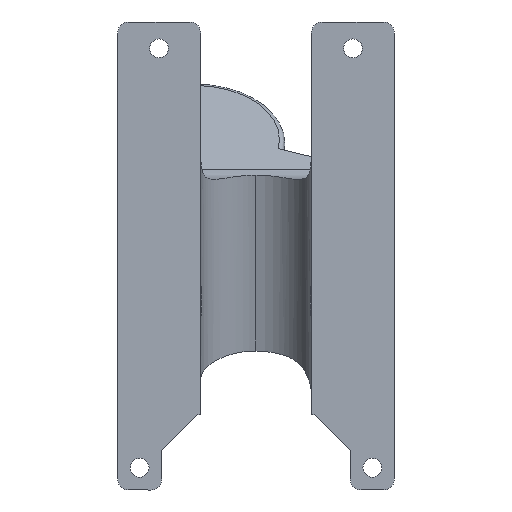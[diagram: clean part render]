
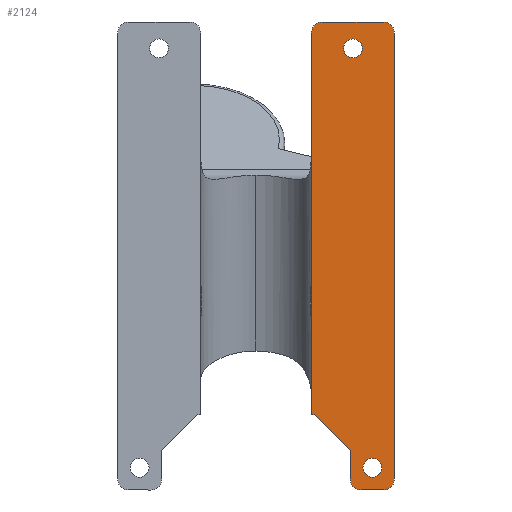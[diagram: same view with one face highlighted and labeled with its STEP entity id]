
A CAD part, front view. The second image highlights one B-rep face of the part: STEP entity #2124.
In plain terms, the highlighted planar face has unit normal (0, -1, 0).
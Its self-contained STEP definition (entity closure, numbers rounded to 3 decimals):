
#23 = VECTOR ( 'NONE', #3283, 1000. ) ;
#48 = CARTESIAN_POINT ( 'NONE',  ( 45., 0., 46.154 ) ) ;
#91 = DIRECTION ( 'NONE',  ( 0., 0., -1. ) ) ;
#110 = VECTOR ( 'NONE', #1272, 1000. ) ;
#117 = EDGE_CURVE ( 'NONE', #651, #1479, #1783, .T. ) ;
#155 = AXIS2_PLACEMENT_3D ( 'NONE', #2607, #2034, #2814 ) ;
#194 = CIRCLE ( 'NONE', #2501, 1.7 ) ;
#243 = ORIENTED_EDGE ( 'NONE', *, *, #1647, .T. ) ;
#252 = CARTESIAN_POINT ( 'NONE',  ( 60., 0., -34.327 ) ) ;
#254 = EDGE_CURVE ( 'NONE', #670, #1653, #194, .T. ) ;
#256 = LINE ( 'NONE', #501, #1424 ) ;
#275 = ORIENTED_EDGE ( 'NONE', *, *, #117, .F. ) ;
#294 = EDGE_CURVE ( 'NONE', #1086, #1359, #1837, .T. ) ;
#295 = DIRECTION ( 'NONE',  ( 0., 1., 0. ) ) ;
#309 = ORIENTED_EDGE ( 'NONE', *, *, #746, .F. ) ;
#330 = AXIS2_PLACEMENT_3D ( 'NONE', #351, #2508, #91 ) ;
#351 = CARTESIAN_POINT ( 'NONE',  ( 56., 0., -32.307 ) ) ;
#393 = CARTESIAN_POINT ( 'NONE',  ( 58., 0., 48.154 ) ) ;
#424 = DIRECTION ( 'NONE',  ( 0., 0., 1. ) ) ;
#430 = DIRECTION ( 'NONE',  ( 0., 0., -1. ) ) ;
#467 = VECTOR ( 'NONE', #430, 1000. ) ;
#501 = CARTESIAN_POINT ( 'NONE',  ( 10., 0., -22.767 ) ) ;
#559 = CARTESIAN_POINT ( 'NONE',  ( 58., 0., -34.327 ) ) ;
#606 = DIRECTION ( 'NONE',  ( 0., 0., -1. ) ) ;
#651 = VERTEX_POINT ( 'NONE', #3424 ) ;
#666 = AXIS2_PLACEMENT_3D ( 'NONE', #1247, #1265, #2621 ) ;
#668 = EDGE_LOOP ( 'NONE', ( #1403, #3323, #1019, #243, #2790, #2021, #1225, #275, #975, #2343, #309 ) ) ;
#670 = VERTEX_POINT ( 'NONE', #1341 ) ;
#672 = PLANE ( 'NONE',  #666 ) ;
#675 = LINE ( 'NONE', #2887, #2906 ) ;
#678 = CARTESIAN_POINT ( 'NONE',  ( 52., 0., -29.267 ) ) ;
#742 = ORIENTED_EDGE ( 'NONE', *, *, #2312, .F. ) ;
#746 = EDGE_CURVE ( 'NONE', #1282, #2163, #3073, .T. ) ;
#754 = DIRECTION ( 'NONE',  ( -1., 0., 0. ) ) ;
#799 = LINE ( 'NONE', #3017, #23 ) ;
#809 = CARTESIAN_POINT ( 'NONE',  ( 52.5, 0., 43.389 ) ) ;
#960 = CARTESIAN_POINT ( 'NONE',  ( 47., 0., 48.154 ) ) ;
#965 = CIRCLE ( 'NONE', #3109, 1.7 ) ;
#975 = ORIENTED_EDGE ( 'NONE', *, *, #1587, .F. ) ;
#1019 = ORIENTED_EDGE ( 'NONE', *, *, #2592, .F. ) ;
#1061 = DIRECTION ( 'NONE',  ( 1., 0., 0. ) ) ;
#1073 = DIRECTION ( 'NONE',  ( 0., 1., 0. ) ) ;
#1086 = VERTEX_POINT ( 'NONE', #3200 ) ;
#1210 = CIRCLE ( 'NONE', #2460, 2. ) ;
#1225 = ORIENTED_EDGE ( 'NONE', *, *, #3174, .F. ) ;
#1247 = CARTESIAN_POINT ( 'NONE',  ( 10., 0., 46.729 ) ) ;
#1265 = DIRECTION ( 'NONE',  ( 0., 1., 0. ) ) ;
#1272 = DIRECTION ( 'NONE',  ( 0., 0., -1. ) ) ;
#1282 = VERTEX_POINT ( 'NONE', #48 ) ;
#1339 = EDGE_LOOP ( 'NONE', ( #2491, #742 ) ) ;
#1341 = CARTESIAN_POINT ( 'NONE',  ( 50.8, 0., 43.389 ) ) ;
#1355 = CARTESIAN_POINT ( 'NONE',  ( -23.997, 0., 46.729 ) ) ;
#1359 = VERTEX_POINT ( 'NONE', #1744 ) ;
#1369 = VECTOR ( 'NONE', #1880, 1000. ) ;
#1376 = CARTESIAN_POINT ( 'NONE',  ( 47., 0., 46.154 ) ) ;
#1403 = ORIENTED_EDGE ( 'NONE', *, *, #1426, .F. ) ;
#1424 = VECTOR ( 'NONE', #1061, 1000. ) ;
#1426 = EDGE_CURVE ( 'NONE', #3000, #1282, #675, .T. ) ;
#1429 = DIRECTION ( 'NONE',  ( 1., 0., 0. ) ) ;
#1432 = CARTESIAN_POINT ( 'NONE',  ( 54., 0., -36.327 ) ) ;
#1479 = VERTEX_POINT ( 'NONE', #252 ) ;
#1544 = CARTESIAN_POINT ( 'NONE',  ( 52., 0., -22.767 ) ) ;
#1587 = EDGE_CURVE ( 'NONE', #3383, #651, #2509, .T. ) ;
#1647 = EDGE_CURVE ( 'NONE', #3379, #3074, #2854, .T. ) ;
#1653 = VERTEX_POINT ( 'NONE', #2908 ) ;
#1722 = DIRECTION ( 'NONE',  ( -1., 0., 0. ) ) ;
#1744 = CARTESIAN_POINT ( 'NONE',  ( 56., 0., -30.607 ) ) ;
#1783 = LINE ( 'NONE', #2856, #467 ) ;
#1788 = CARTESIAN_POINT ( 'NONE',  ( 45., 0., -22.767 ) ) ;
#1791 = EDGE_CURVE ( 'NONE', #3000, #2773, #256, .T. ) ;
#1837 = CIRCLE ( 'NONE', #2899, 1.7 ) ;
#1877 = ORIENTED_EDGE ( 'NONE', *, *, #254, .T. ) ;
#1880 = DIRECTION ( 'NONE',  ( -0.707, 0., 0.707 ) ) ;
#1894 = EDGE_CURVE ( 'NONE', #1653, #670, #965, .T. ) ;
#1902 = CARTESIAN_POINT ( 'NONE',  ( 58., 0., 46.154 ) ) ;
#1910 = CIRCLE ( 'NONE', #155, 2. ) ;
#2013 = FACE_OUTER_BOUND ( 'NONE', #668, .T. ) ;
#2017 = VERTEX_POINT ( 'NONE', #1432 ) ;
#2021 = ORIENTED_EDGE ( 'NONE', *, *, #3153, .T. ) ;
#2034 = DIRECTION ( 'NONE',  ( 0., 1., 0. ) ) ;
#2090 = CARTESIAN_POINT ( 'NONE',  ( 52.5, 0., 43.389 ) ) ;
#2124 = ADVANCED_FACE ( 'NONE', ( #3354, #2013, #3369 ), #672, .F. ) ;
#2134 = CIRCLE ( 'NONE', #330, 1.7 ) ;
#2163 = VERTEX_POINT ( 'NONE', #960 ) ;
#2194 = EDGE_LOOP ( 'NONE', ( #3352, #1877 ) ) ;
#2220 = CARTESIAN_POINT ( 'NONE',  ( 56., 0., -32.307 ) ) ;
#2236 = DIRECTION ( 'NONE',  ( 0., -1., 0. ) ) ;
#2312 = EDGE_CURVE ( 'NONE', #1359, #1086, #2134, .T. ) ;
#2343 = ORIENTED_EDGE ( 'NONE', *, *, #2354, .T. ) ;
#2354 = EDGE_CURVE ( 'NONE', #3383, #2163, #2744, .T. ) ;
#2443 = AXIS2_PLACEMENT_3D ( 'NONE', #1376, #3022, #1429 ) ;
#2460 = AXIS2_PLACEMENT_3D ( 'NONE', #559, #295, #2997 ) ;
#2491 = ORIENTED_EDGE ( 'NONE', *, *, #294, .F. ) ;
#2501 = AXIS2_PLACEMENT_3D ( 'NONE', #2090, #3177, #754 ) ;
#2508 = DIRECTION ( 'NONE',  ( 0., -1., 0. ) ) ;
#2509 = CIRCLE ( 'NONE', #3016, 2. ) ;
#2592 = EDGE_CURVE ( 'NONE', #3379, #2773, #2917, .T. ) ;
#2607 = CARTESIAN_POINT ( 'NONE',  ( 54., 0., -34.327 ) ) ;
#2612 = VERTEX_POINT ( 'NONE', #2691 ) ;
#2621 = DIRECTION ( 'NONE',  ( 1., 0., 0. ) ) ;
#2691 = CARTESIAN_POINT ( 'NONE',  ( 58., 0., -36.327 ) ) ;
#2713 = DIRECTION ( 'NONE',  ( 0., 1., 0. ) ) ;
#2744 = LINE ( 'NONE', #3269, #3212 ) ;
#2773 = VERTEX_POINT ( 'NONE', #2968 ) ;
#2790 = ORIENTED_EDGE ( 'NONE', *, *, #3392, .F. ) ;
#2814 = DIRECTION ( 'NONE',  ( 1., 0., 0. ) ) ;
#2854 = LINE ( 'NONE', #1544, #110 ) ;
#2856 = CARTESIAN_POINT ( 'NONE',  ( 60., 0., 46.729 ) ) ;
#2887 = CARTESIAN_POINT ( 'NONE',  ( 45., 0., 46.729 ) ) ;
#2894 = CARTESIAN_POINT ( 'NONE',  ( 52., 0., -34.327 ) ) ;
#2899 = AXIS2_PLACEMENT_3D ( 'NONE', #2220, #2236, #606 ) ;
#2906 = VECTOR ( 'NONE', #424, 1000. ) ;
#2908 = CARTESIAN_POINT ( 'NONE',  ( 54.2, 0., 43.389 ) ) ;
#2917 = LINE ( 'NONE', #1355, #1369 ) ;
#2968 = CARTESIAN_POINT ( 'NONE',  ( 45.5, 0., -22.767 ) ) ;
#2990 = DIRECTION ( 'NONE',  ( -1., 0., 0. ) ) ;
#2997 = DIRECTION ( 'NONE',  ( 1., 0., 0. ) ) ;
#3000 = VERTEX_POINT ( 'NONE', #1788 ) ;
#3016 = AXIS2_PLACEMENT_3D ( 'NONE', #1902, #1073, #3172 ) ;
#3017 = CARTESIAN_POINT ( 'NONE',  ( 60., 0., -36.327 ) ) ;
#3022 = DIRECTION ( 'NONE',  ( 0., 1., 0. ) ) ;
#3073 = CIRCLE ( 'NONE', #2443, 2. ) ;
#3074 = VERTEX_POINT ( 'NONE', #2894 ) ;
#3109 = AXIS2_PLACEMENT_3D ( 'NONE', #809, #2713, #2990 ) ;
#3153 = EDGE_CURVE ( 'NONE', #2017, #2612, #799, .T. ) ;
#3172 = DIRECTION ( 'NONE',  ( 1., 0., 0. ) ) ;
#3174 = EDGE_CURVE ( 'NONE', #1479, #2612, #1210, .T. ) ;
#3177 = DIRECTION ( 'NONE',  ( 0., 1., 0. ) ) ;
#3200 = CARTESIAN_POINT ( 'NONE',  ( 56., 0., -34.007 ) ) ;
#3212 = VECTOR ( 'NONE', #1722, 1000. ) ;
#3269 = CARTESIAN_POINT ( 'NONE',  ( 45., 0., 48.154 ) ) ;
#3283 = DIRECTION ( 'NONE',  ( 1., 0., 0. ) ) ;
#3323 = ORIENTED_EDGE ( 'NONE', *, *, #1791, .T. ) ;
#3352 = ORIENTED_EDGE ( 'NONE', *, *, #1894, .T. ) ;
#3354 = FACE_BOUND ( 'NONE', #2194, .T. ) ;
#3369 = FACE_BOUND ( 'NONE', #1339, .T. ) ;
#3379 = VERTEX_POINT ( 'NONE', #678 ) ;
#3383 = VERTEX_POINT ( 'NONE', #393 ) ;
#3392 = EDGE_CURVE ( 'NONE', #2017, #3074, #1910, .T. ) ;
#3424 = CARTESIAN_POINT ( 'NONE',  ( 60., 0., 46.154 ) ) ;
